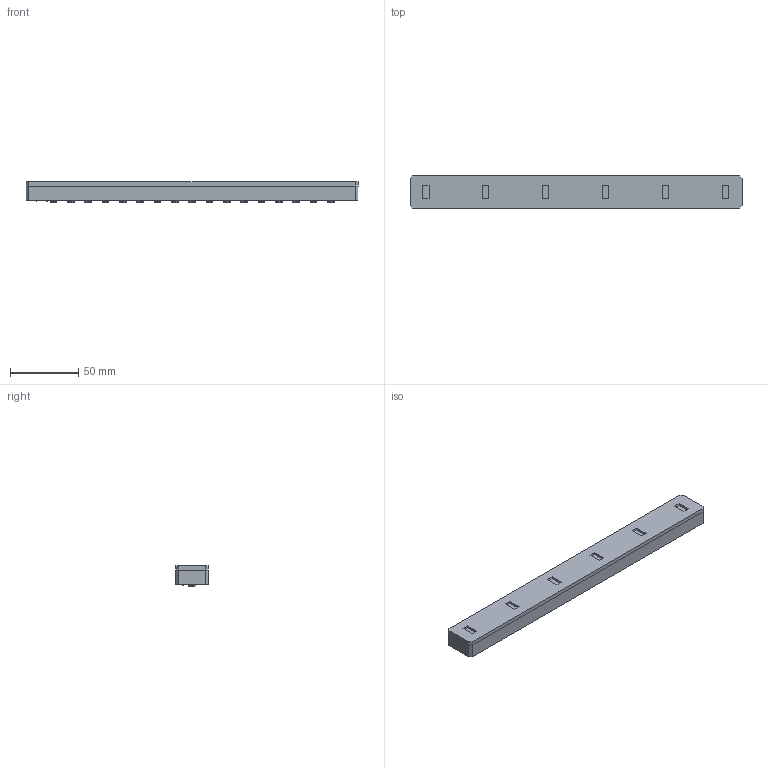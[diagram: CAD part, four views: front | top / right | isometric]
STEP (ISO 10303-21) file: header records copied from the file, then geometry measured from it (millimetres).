
FILE_DESCRIPTION(/* description */ (''),/* implementation_level */ '2;1');
FILE_NAME(/* name */ 'ledstrip.step',/* time_stamp */ '2025-07-30T22:44:16-04:00',/* author */ (''),/* organization */ (''),/* preprocessor_version */ 'ST-DEVELOPER v20.1',/* originating_system */ 'Autodesk Translation Framework v14.10.0.0',/* authorisation */ '');
FILE_SCHEMA (('AUTOMOTIVE_DESIGN { 1 0 10303 214 3 1 1 }'));
Length unit declared in the file: millimetre
Products named in the file (10): Untitled; led 1; LED_SK6812_PLCC4_5.0x5.0mm_P3.2mm; PinHeader_1x03_P2.54mm_Vertical; CP_Radial_D8.0mm_P3.50mm; R_Axial_DIN0207_L6.3mm_D2.5mm_P7.62mm_Horizontal; endevled_PCB; Component29; 94459A120_Heat-Set Inserts for Plastic; Component30
Assembly tree (26 placements, depth 3):
  Untitled
    led 1
      LED_SK6812_PLCC4_5.0x5.0mm_P3.2mm  x17
      PinHeader_1x03_P2.54mm_Vertical
      CP_Radial_D8.0mm_P3.50mm
      R_Axial_DIN0207_L6.3mm_D2.5mm_P7.62mm_Horizontal
      endevled_PCB
    94459A120_Heat-Set Inserts for Plastic  x2
    Component29
    Component30
Bounding box: 244 x 24 x 14.79 mm (x, y, z)
Volume: 41008.6 mm3; surface area: 40073.1 mm2
Topology: 24 solids, 25 shells, 1753 faces, 4963 edges, 3223 vertices
Faces by surface type: plane 870, cylinder 518, bspline 314, cone 33, torus 18
Full cylindrical faces by diameter (mm): 0.5 x2, 0.6 x2, 0.8 x4, 1 x3, 1.48 x12, 2 x18, 2.2 x2, 2.25 x1, 2.5 x2, 2.945 x4, 3.1 x2, 3.2 x4, 3.333 x17, 5.6 x1
Entity records: 26723 total; most frequent: CARTESIAN_POINT 15751, ORIENTED_EDGE 2458, DIRECTION 1921, EDGE_CURVE 1229, VERTEX_POINT 809, AXIS2_PLACEMENT_3D 731, EDGE_LOOP 492, LINE 459
